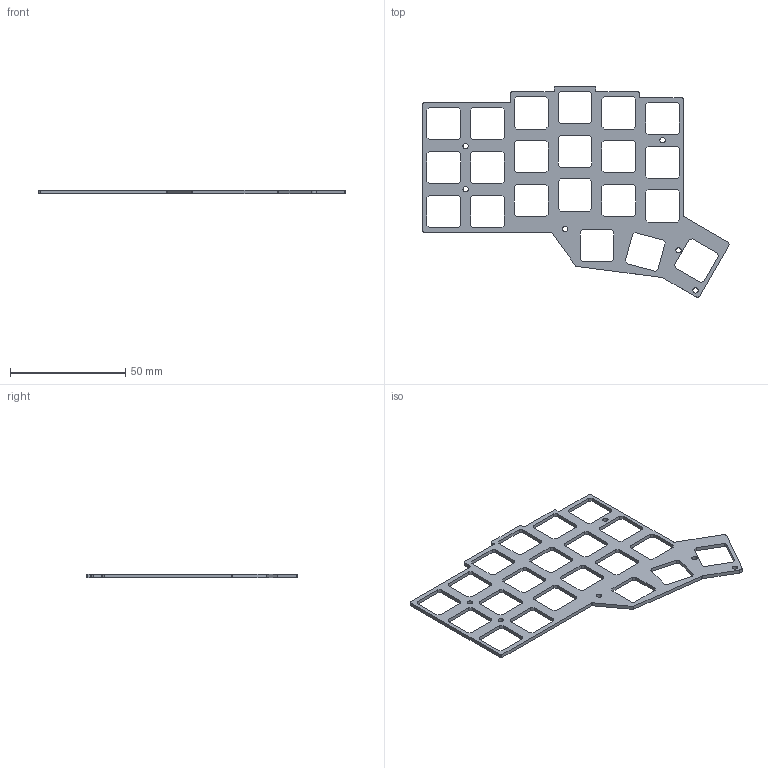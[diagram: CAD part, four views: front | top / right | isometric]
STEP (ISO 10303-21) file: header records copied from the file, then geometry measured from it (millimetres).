
FILE_DESCRIPTION(('KiCad electronic assembly'),'2;1');
FILE_NAME('plate_Topre.step','2022-04-19T01:42:23',('Pcbnew'),('Kicad'), 'Open CASCADE STEP processor 7.6','KiCad to STEP converter','Unknown' );
FILE_SCHEMA(('AUTOMOTIVE_DESIGN { 1 0 10303 214 1 1 1 1 }'));
Length unit declared in the file: millimetre
Products named in the file (2): plate_Topre 1; plate_Topre PCB
Assembly tree (1 placements, depth 2):
  plate_Topre 1
    plate_Topre PCB
Bounding box: 132.88 x 91.39 x 1.6 mm (x, y, z)
Volume: 6036.4 mm3; surface area: 10115.6 mm2
Topology: 1 solids, 1 shells, 210 faces, 624 edges, 416 vertices
Faces by surface type: plane 187, cylinder 23
Full cylindrical faces by diameter (mm): 2.3 x6
Entity records: 15339 total; most frequent: CARTESIAN_POINT 2776, DIRECTION 2296, LINE 1780, VECTOR 1780, ORIENTED_EDGE 1248, PCURVE 1248, DEFINITIONAL_REPRESENTATION 1248, EDGE_CURVE 624
